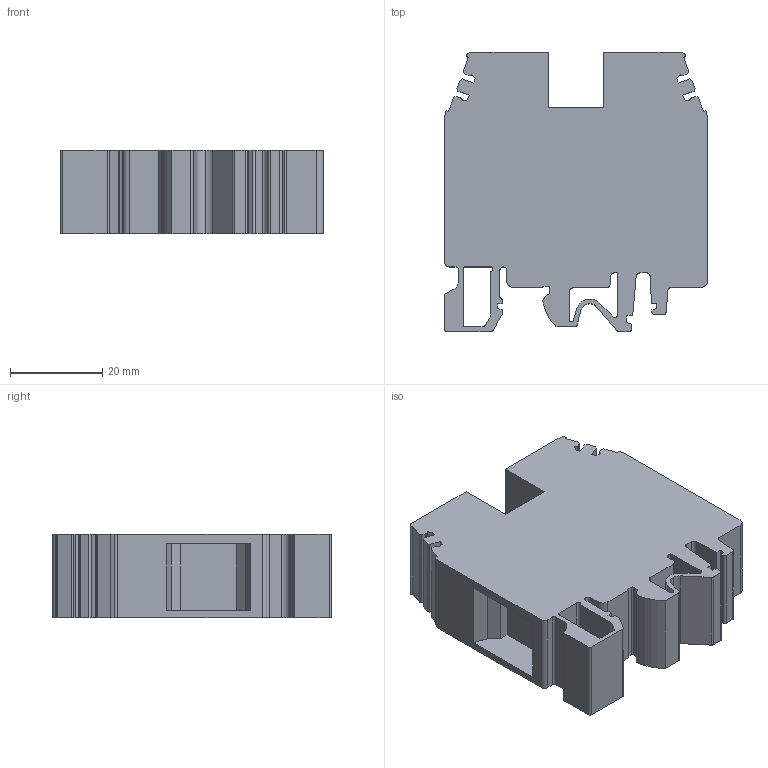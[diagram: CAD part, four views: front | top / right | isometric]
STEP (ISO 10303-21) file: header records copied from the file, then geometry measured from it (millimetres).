
FILE_DESCRIPTION(('OneSpaceDesigner STEP Export'),'2;1');
FILE_NAME('CBD.50.stp','2008-07-03T15:56:45',(''),(''),'OneSpace Designer STEP processor for AP214 (Solid Model)','OneSpace Modeling 15.50 10-Aug-2007 (C) CoCreate Software GmbH','');
FILE_SCHEMA(('AUTOMOTIVE_DESIGN { 1 0 10303 214 1 1 1 1 }'));
Length unit declared in the file: millimetre
Products named in the file (2): CBD.50
Assembly tree (1 placements, depth 2):
  CBD.50
    CBD.50
Bounding box: 57 x 60.5 x 18 mm (x, y, z)
Volume: 46318.6 mm3; surface area: 13853.5 mm2
Topology: 1 solids, 1 shells, 171 faces, 492 edges, 328 vertices
Faces by surface type: plane 120, cylinder 51
Entity records: 5506 total; most frequent: ORIENTED_EDGE 984, CARTESIAN_POINT 966, DIRECTION 886, EDGE_CURVE 492, VECTOR 390, LINE 390, VERTEX_POINT 328, AXIS2_PLACEMENT_3D 248
